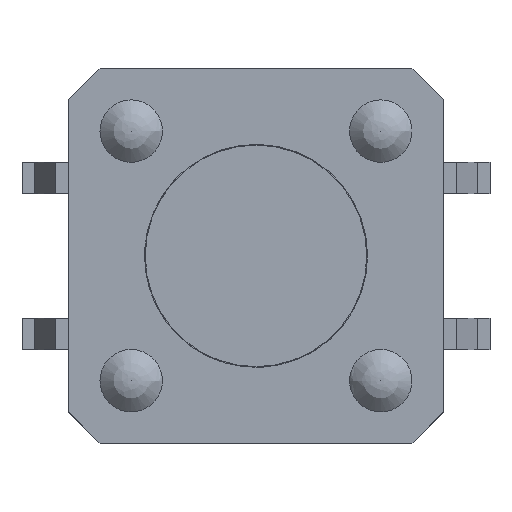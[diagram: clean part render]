
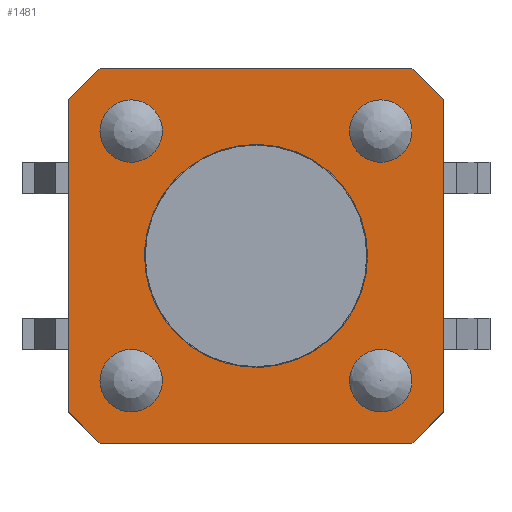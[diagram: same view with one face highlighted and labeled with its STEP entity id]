
A CAD part, top view. The second image highlights one B-rep face of the part: STEP entity #1481.
In plain terms, the highlighted planar face has unit normal (0, 0, 1).
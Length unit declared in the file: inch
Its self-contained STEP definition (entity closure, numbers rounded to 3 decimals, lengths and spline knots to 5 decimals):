
#1138=CARTESIAN_POINT('',(-0.84618,0.19991,0.1378));
#1139=VERTEX_POINT('',#1138);
#1140=CARTESIAN_POINT('',(-0.98693,0.19991,0.1378));
#1141=DIRECTION('',(0.0,0.0,-1.0));
#1142=DIRECTION('',(-1.0,0.0,0.0));
#1143=AXIS2_PLACEMENT_3D('',#1140,#1141,#1142);
#1144=CIRCLE('',#1143,0.14075);
#1145=EDGE_CURVE('',#1139,#1139,#1144,.T.);
#1363=CARTESIAN_POINT('',(-0.98693,0.19991,0.1378));
#1364=DIRECTION('',(0.0,0.0,1.0));
#1365=DIRECTION('',(1.0,0.0,0.0));
#1366=AXIS2_PLACEMENT_3D('',#1363,#1364,#1365);
#1367=PLANE('',#1366);
#1368=CARTESIAN_POINT('',(-1.18378,0.43613,0.1378));
#1369=VERTEX_POINT('',#1368);
#1370=CARTESIAN_POINT('',(-0.79008,0.43613,0.1378));
#1371=VERTEX_POINT('',#1370);
#1372=CARTESIAN_POINT('',(-1.18378,0.43613,0.1378));
#1373=DIRECTION('',(1.0,0.0,0.0));
#1374=VECTOR('',#1373,0.3937);
#1375=LINE('',#1372,#1374);
#1376=EDGE_CURVE('',#1369,#1371,#1375,.T.);
#1377=ORIENTED_EDGE('',*,*,#1376,.F.);
#1378=CARTESIAN_POINT('',(-1.22315,0.39676,0.1378));
#1379=VERTEX_POINT('',#1378);
#1380=CARTESIAN_POINT('',(-1.22315,0.39676,0.1378));
#1381=DIRECTION('',(0.707,0.707,0.0));
#1382=VECTOR('',#1381,0.05568);
#1383=LINE('',#1380,#1382);
#1384=EDGE_CURVE('',#1379,#1369,#1383,.T.);
#1385=ORIENTED_EDGE('',*,*,#1384,.F.);
#1386=CARTESIAN_POINT('',(-1.22315,0.00306,0.1378));
#1387=VERTEX_POINT('',#1386);
#1388=CARTESIAN_POINT('',(-1.22315,0.00306,0.1378));
#1389=DIRECTION('',(0.0,1.0,0.0));
#1390=VECTOR('',#1389,0.3937);
#1391=LINE('',#1388,#1390);
#1392=EDGE_CURVE('',#1387,#1379,#1391,.T.);
#1393=ORIENTED_EDGE('',*,*,#1392,.F.);
#1394=CARTESIAN_POINT('',(-1.18378,-0.03631,0.1378));
#1395=VERTEX_POINT('',#1394);
#1396=CARTESIAN_POINT('',(-1.18378,-0.03631,0.1378));
#1397=DIRECTION('',(-0.707,0.707,0.0));
#1398=VECTOR('',#1397,0.05568);
#1399=LINE('',#1396,#1398);
#1400=EDGE_CURVE('',#1395,#1387,#1399,.T.);
#1401=ORIENTED_EDGE('',*,*,#1400,.F.);
#1402=CARTESIAN_POINT('',(-0.79008,-0.03631,0.1378));
#1403=VERTEX_POINT('',#1402);
#1404=CARTESIAN_POINT('',(-0.79008,-0.03631,0.1378));
#1405=DIRECTION('',(-1.0,0.0,0.0));
#1406=VECTOR('',#1405,0.3937);
#1407=LINE('',#1404,#1406);
#1408=EDGE_CURVE('',#1403,#1395,#1407,.T.);
#1409=ORIENTED_EDGE('',*,*,#1408,.F.);
#1410=CARTESIAN_POINT('',(-0.75071,0.00306,0.1378));
#1411=VERTEX_POINT('',#1410);
#1412=CARTESIAN_POINT('',(-0.75071,0.00306,0.1378));
#1413=DIRECTION('',(-0.707,-0.707,0.0));
#1414=VECTOR('',#1413,0.05568);
#1415=LINE('',#1412,#1414);
#1416=EDGE_CURVE('',#1411,#1403,#1415,.T.);
#1417=ORIENTED_EDGE('',*,*,#1416,.F.);
#1418=CARTESIAN_POINT('',(-0.75071,0.39676,0.1378));
#1419=VERTEX_POINT('',#1418);
#1420=CARTESIAN_POINT('',(-0.75071,0.39676,0.1378));
#1421=DIRECTION('',(0.0,-1.0,0.0));
#1422=VECTOR('',#1421,0.3937);
#1423=LINE('',#1420,#1422);
#1424=EDGE_CURVE('',#1419,#1411,#1423,.T.);
#1425=ORIENTED_EDGE('',*,*,#1424,.F.);
#1426=CARTESIAN_POINT('',(-0.79008,0.43613,0.1378));
#1427=DIRECTION('',(0.707,-0.707,0.0));
#1428=VECTOR('',#1427,0.05568);
#1429=LINE('',#1426,#1428);
#1430=EDGE_CURVE('',#1371,#1419,#1429,.T.);
#1431=ORIENTED_EDGE('',*,*,#1430,.F.);
#1432=EDGE_LOOP('',(#1377,#1385,#1393,#1401,#1409,#1417,#1425,#1431));
#1433=FACE_OUTER_BOUND('',#1432,.T.);
#1434=ORIENTED_EDGE('',*,*,#1145,.T.);
#1435=EDGE_LOOP('',(#1434));
#1436=FACE_BOUND('',#1435,.T.);
#1437=CARTESIAN_POINT('',(-1.10504,0.35739,0.1378));
#1438=VERTEX_POINT('',#1437);
#1439=CARTESIAN_POINT('',(-1.14441,0.35739,0.1378));
#1440=DIRECTION('',(0.0,0.0,1.0));
#1441=DIRECTION('',(1.0,0.0,0.0));
#1442=AXIS2_PLACEMENT_3D('',#1439,#1440,#1441);
#1443=CIRCLE('',#1442,0.03937);
#1444=EDGE_CURVE('',#1438,#1438,#1443,.T.);
#1445=ORIENTED_EDGE('',*,*,#1444,.F.);
#1446=EDGE_LOOP('',(#1445));
#1447=FACE_BOUND('',#1446,.T.);
#1448=CARTESIAN_POINT('',(-0.79008,0.35739,0.1378));
#1449=VERTEX_POINT('',#1448);
#1450=CARTESIAN_POINT('',(-0.82945,0.35739,0.1378));
#1451=DIRECTION('',(0.0,0.0,1.0));
#1452=DIRECTION('',(1.0,0.0,0.0));
#1453=AXIS2_PLACEMENT_3D('',#1450,#1451,#1452);
#1454=CIRCLE('',#1453,0.03937);
#1455=EDGE_CURVE('',#1449,#1449,#1454,.T.);
#1456=ORIENTED_EDGE('',*,*,#1455,.F.);
#1457=EDGE_LOOP('',(#1456));
#1458=FACE_BOUND('',#1457,.T.);
#1459=CARTESIAN_POINT('',(-0.86882,0.04243,0.1378));
#1460=VERTEX_POINT('',#1459);
#1461=CARTESIAN_POINT('',(-0.82945,0.04243,0.1378));
#1462=DIRECTION('',(0.0,0.0,-1.0));
#1463=DIRECTION('',(-1.0,0.0,0.0));
#1464=AXIS2_PLACEMENT_3D('',#1461,#1462,#1463);
#1465=CIRCLE('',#1464,0.03937);
#1466=EDGE_CURVE('',#1460,#1460,#1465,.T.);
#1467=ORIENTED_EDGE('',*,*,#1466,.T.);
#1468=EDGE_LOOP('',(#1467));
#1469=FACE_BOUND('',#1468,.T.);
#1470=CARTESIAN_POINT('',(-1.10504,0.04243,0.1378));
#1471=VERTEX_POINT('',#1470);
#1472=CARTESIAN_POINT('',(-1.14441,0.04243,0.1378));
#1473=DIRECTION('',(0.0,0.0,1.0));
#1474=DIRECTION('',(1.0,0.0,0.0));
#1475=AXIS2_PLACEMENT_3D('',#1472,#1473,#1474);
#1476=CIRCLE('',#1475,0.03937);
#1477=EDGE_CURVE('',#1471,#1471,#1476,.T.);
#1478=ORIENTED_EDGE('',*,*,#1477,.F.);
#1479=EDGE_LOOP('',(#1478));
#1480=FACE_BOUND('',#1479,.T.);
#1481=ADVANCED_FACE('',(#1433,#1436,#1447,#1458,#1469,#1480),#1367,.T.);
